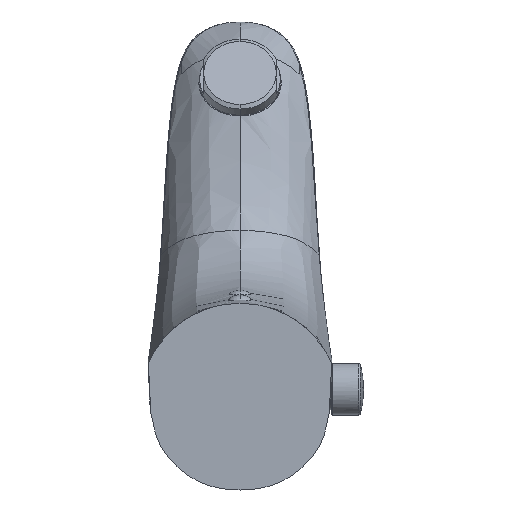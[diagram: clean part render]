
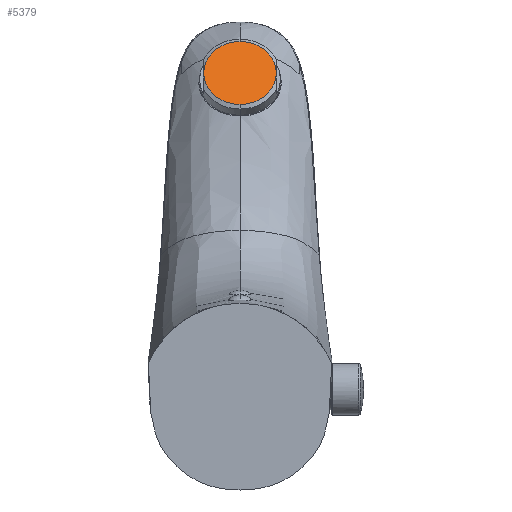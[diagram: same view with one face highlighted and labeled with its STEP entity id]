
A CAD part, front view. The second image highlights one B-rep face of the part: STEP entity #5379.
In plain terms, the highlighted planar face has unit normal (0, -0.866, 0.5).
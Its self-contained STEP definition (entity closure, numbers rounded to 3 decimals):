
#62 = CARTESIAN_POINT ( 'NONE',  ( -166.476, 429.779, 448.767 ) ) ;
#423 = AXIS2_PLACEMENT_3D ( 'NONE', #3836, #9188, #5323 ) ;
#645 = EDGE_LOOP ( 'NONE', ( #6088, #2669 ) ) ;
#1464 = EDGE_CURVE ( 'NONE', #9348, #8288, #6913, .T. ) ;
#1484 = DIRECTION ( 'NONE',  ( 0., -0.866, 0.5 ) ) ;
#1528 = CARTESIAN_POINT ( 'NONE',  ( -177.276, 435.179, 458.12 ) ) ;
#1553 = PLANE ( 'NONE',  #3221 ) ;
#1722 = DIRECTION ( 'NONE',  ( 0., 0.866, -0.5 ) ) ;
#2482 = DIRECTION ( 'NONE',  ( 0., 0.5, 0.866 ) ) ;
#2669 = ORIENTED_EDGE ( 'NONE', *, *, #1464, .F. ) ;
#3221 = AXIS2_PLACEMENT_3D ( 'NONE', #62, #1484, #3624 ) ;
#3624 = DIRECTION ( 'NONE',  ( -1., 0., 0. ) ) ;
#3836 = CARTESIAN_POINT ( 'NONE',  ( -177.276, 429.779, 448.767 ) ) ;
#5323 = DIRECTION ( 'NONE',  ( 0., 0.5, 0.866 ) ) ;
#5326 = AXIS2_PLACEMENT_3D ( 'NONE', #6283, #1722, #2482 ) ;
#5379 = ADVANCED_FACE ( 'NONE', ( #7500 ), #1553, .T. ) ;
#5931 = CIRCLE ( 'NONE', #423, 10.8 ) ;
#6088 = ORIENTED_EDGE ( 'NONE', *, *, #8884, .F. ) ;
#6283 = CARTESIAN_POINT ( 'NONE',  ( -177.276, 429.779, 448.767 ) ) ;
#6751 = CARTESIAN_POINT ( 'NONE',  ( -177.276, 424.379, 439.414 ) ) ;
#6913 = CIRCLE ( 'NONE', #5326, 10.8 ) ;
#7500 = FACE_OUTER_BOUND ( 'NONE', #645, .T. ) ;
#8288 = VERTEX_POINT ( 'NONE', #1528 ) ;
#8884 = EDGE_CURVE ( 'NONE', #8288, #9348, #5931, .T. ) ;
#9188 = DIRECTION ( 'NONE',  ( 0., 0.866, -0.5 ) ) ;
#9348 = VERTEX_POINT ( 'NONE', #6751 ) ;
